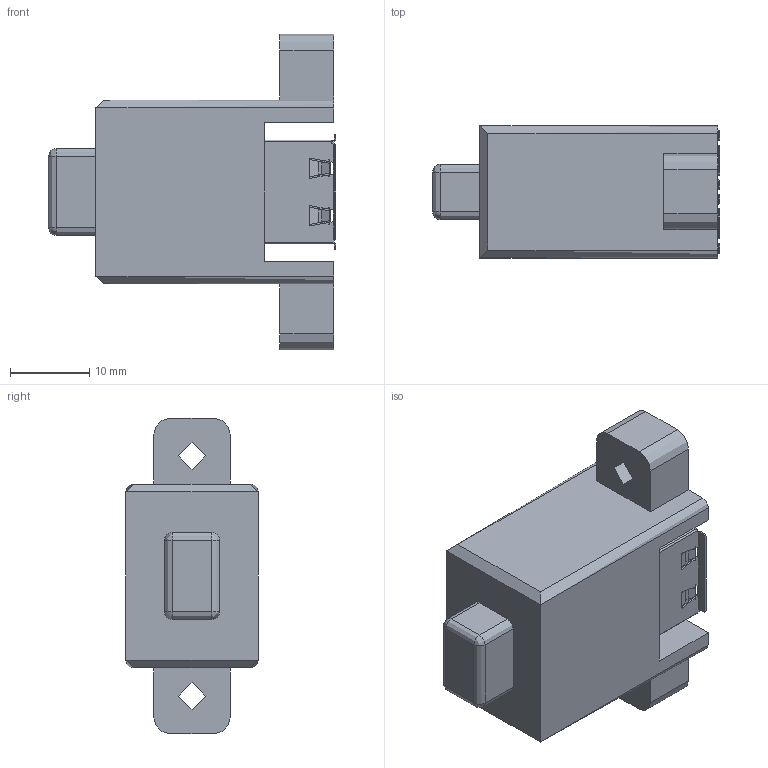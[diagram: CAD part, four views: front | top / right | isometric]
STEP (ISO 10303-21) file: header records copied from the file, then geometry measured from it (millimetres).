
FILE_DESCRIPTION(('STEP AP203'), '1');
FILE_NAME('USB 2.0 2 port TUPE A PANEL MOUNT ', '', ('UNSPECIFIED'), ('UNSPECIFIED'), 'ASCON STEP Converter 1.3', 'ASCON Math Kernel', '');
FILE_SCHEMA(('CONFIG_CONTROL_DESIGN'));
Length unit declared in the file: millimetre
Products named in the file (6): USB Series A Receptacle; USB Series A Receptacle Housing; USB Series A Receptacle Thermoplastic Insulator; USB Series A Receptacle Contact
Assembly tree (9 placements, depth 3):
  (unnamed)
    (unnamed)
    USB Series A Receptacle  x2
      USB Series A Receptacle Housing
      USB Series A Receptacle Thermoplastic Insulator
      USB Series A Receptacle Contact
Bounding box: 36.25 x 16.68 x 39.8 mm (x, y, z)
Volume: 11458.8 mm3
Topology: 13 solids, 21 shells, 879 faces, 2560 edges, 1638 vertices
Faces by surface type: plane 567, cylinder 300, sphere 8, bspline 4
Full cylindrical faces by diameter (mm): 3.4 x2
Entity records: 17287 total; most frequent: CARTESIAN_POINT 3233, ORIENTED_EDGE 2340, DIRECTION 2021, EDGE_CURVE 1170, LINE 867, VECTOR 867, VERTEX_POINT 751, AXIS2_PLACEMENT_3D 577
